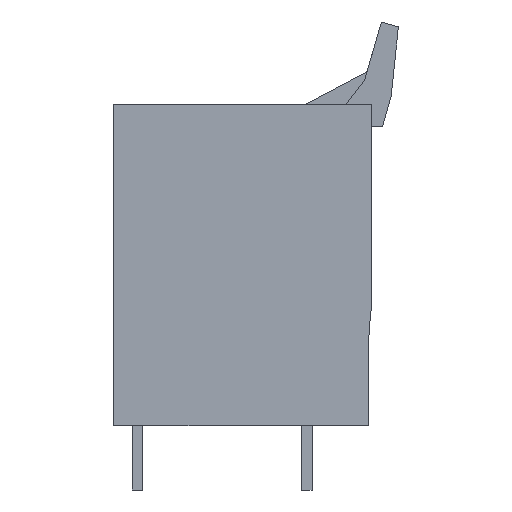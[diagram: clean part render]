
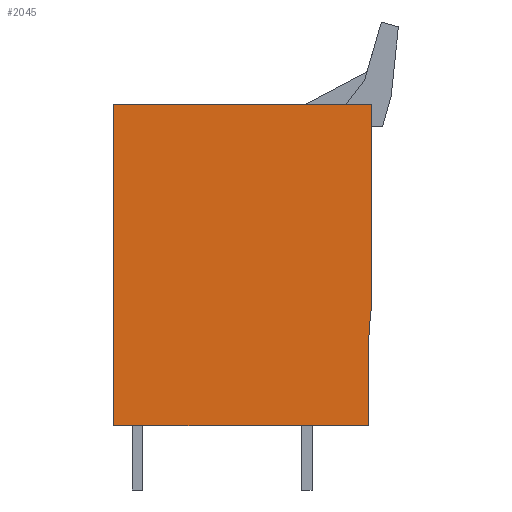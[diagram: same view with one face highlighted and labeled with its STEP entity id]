
A CAD part, left-side view. The second image highlights one B-rep face of the part: STEP entity #2045.
In plain terms, the highlighted planar face has unit normal (-1, 0, 0).
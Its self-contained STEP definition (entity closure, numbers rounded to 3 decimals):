
#1703=AXIS2_PLACEMENT_3D('Circle Axis2P3D',#1701,#1702,$) ;
#2024=AXIS2_PLACEMENT_3D('Plane Axis2P3D',#2021,#2022,#2023) ;
#1005=CARTESIAN_POINT('Vertex',(0.,2.108,14.621)) ;
#1071=CARTESIAN_POINT('Vertex',(0.,2.108,29.96)) ;
#1074=CARTESIAN_POINT('Line Origine',(0.,2.108,22.291)) ;
#1234=CARTESIAN_POINT('Vertex',(0.,2.308,5.)) ;
#1255=CARTESIAN_POINT('Vertex',(0.,2.308,11.8)) ;
#1258=CARTESIAN_POINT('Line Origine',(0.,2.308,8.4)) ;
#1280=CARTESIAN_POINT('Line Origine',(0.,22.158,17.48)) ;
#1284=CARTESIAN_POINT('Vertex',(0.,22.158,5.)) ;
#1286=CARTESIAN_POINT('Vertex',(0.,22.158,29.96)) ;
#1477=CARTESIAN_POINT('Line Origine',(0.,6.063,5.)) ;
#1481=CARTESIAN_POINT('Vertex',(0.,9.818,5.)) ;
#1484=CARTESIAN_POINT('Line Origine',(0.,15.668,5.)) ;
#1488=CARTESIAN_POINT('Vertex',(0.,21.518,5.)) ;
#1491=CARTESIAN_POINT('Line Origine',(0.,21.838,5.)) ;
#1691=CARTESIAN_POINT('Vertex',(0.,2.208,13.211)) ;
#1701=CARTESIAN_POINT('Axis2P3D Location',(0.,12.108,14.621)) ;
#2008=CARTESIAN_POINT('Line Origine',(0.,12.133,29.96)) ;
#2021=CARTESIAN_POINT('Axis2P3D Location',(0.,12.133,17.28)) ;
#2027=CARTESIAN_POINT('Control Point',(0.,2.208,13.211)) ;
#2028=CARTESIAN_POINT('Control Point',(0.,2.248,12.931)) ;
#2029=CARTESIAN_POINT('Control Point',(0.,2.278,12.649)) ;
#2030=CARTESIAN_POINT('Control Point',(0.,2.298,12.366)) ;
#2031=CARTESIAN_POINT('Control Point',(0.,2.308,12.083)) ;
#2032=CARTESIAN_POINT('Control Point',(0.,2.308,11.8)) ;
#1075=DIRECTION('Vector Direction',(0.,0.,-1.)) ;
#1259=DIRECTION('Vector Direction',(0.,0.,-1.)) ;
#1281=DIRECTION('Vector Direction',(0.,0.,1.)) ;
#1478=DIRECTION('Vector Direction',(0.,1.,0.)) ;
#1485=DIRECTION('Vector Direction',(0.,1.,0.)) ;
#1492=DIRECTION('Vector Direction',(0.,1.,0.)) ;
#1702=DIRECTION('Axis2P3D Direction',(-1.,0.,0.)) ;
#2009=DIRECTION('Vector Direction',(0.,1.,0.)) ;
#2022=DIRECTION('Axis2P3D Direction',(1.,0.,0.)) ;
#2023=DIRECTION('Axis2P3D XDirection',(0.,1.,0.)) ;
#1076=VECTOR('Line Direction',#1075,1.) ;
#1260=VECTOR('Line Direction',#1259,1.) ;
#1282=VECTOR('Line Direction',#1281,1.) ;
#1479=VECTOR('Line Direction',#1478,1.) ;
#1486=VECTOR('Line Direction',#1485,1.) ;
#1493=VECTOR('Line Direction',#1492,1.) ;
#2010=VECTOR('Line Direction',#2009,1.) ;
#2035=ORIENTED_EDGE('',*,*,#1495,.F.) ;
#2036=ORIENTED_EDGE('',*,*,#1490,.F.) ;
#2037=ORIENTED_EDGE('',*,*,#1483,.F.) ;
#2038=ORIENTED_EDGE('',*,*,#1262,.F.) ;
#2039=ORIENTED_EDGE('',*,*,#2033,.T.) ;
#2040=ORIENTED_EDGE('',*,*,#1705,.F.) ;
#2041=ORIENTED_EDGE('',*,*,#1078,.F.) ;
#2042=ORIENTED_EDGE('',*,*,#2012,.T.) ;
#2043=ORIENTED_EDGE('',*,*,#1288,.F.) ;
#2045=ADVANCED_FACE('LE LLF 7.50/90',(#2044),#2025,.F.) ;
#2026=B_SPLINE_CURVE_WITH_KNOTS('',5,(#2027,#2028,#2029,#2030,#2031,#2032),.UNSPECIFIED.,.F.,.U.,(6,6),(0.,2.001),.UNSPECIFIED.) ;
#1704=CIRCLE('generated circle',#1703,10.) ;
#1078=EDGE_CURVE('',#1072,#1006,#1077,.T.) ;
#1262=EDGE_CURVE('',#1256,#1235,#1261,.T.) ;
#1288=EDGE_CURVE('',#1285,#1287,#1283,.T.) ;
#1483=EDGE_CURVE('',#1235,#1482,#1480,.T.) ;
#1490=EDGE_CURVE('',#1482,#1489,#1487,.T.) ;
#1495=EDGE_CURVE('',#1489,#1285,#1494,.T.) ;
#1705=EDGE_CURVE('',#1006,#1692,#1704,.F.) ;
#2012=EDGE_CURVE('',#1072,#1287,#2011,.T.) ;
#2033=EDGE_CURVE('',#1256,#1692,#2026,.F.) ;
#2034=EDGE_LOOP('',(#2035,#2036,#2037,#2038,#2039,#2040,#2041,#2042,#2043)) ;
#2044=FACE_OUTER_BOUND('',#2034,.T.) ;
#1077=LINE('Line',#1074,#1076) ;
#1261=LINE('Line',#1258,#1260) ;
#1283=LINE('Line',#1280,#1282) ;
#1480=LINE('Line',#1477,#1479) ;
#1487=LINE('Line',#1484,#1486) ;
#1494=LINE('Line',#1491,#1493) ;
#2011=LINE('Line',#2008,#2010) ;
#2025=PLANE('',#2024) ;
#1006=VERTEX_POINT('',#1005) ;
#1072=VERTEX_POINT('',#1071) ;
#1235=VERTEX_POINT('',#1234) ;
#1256=VERTEX_POINT('',#1255) ;
#1285=VERTEX_POINT('',#1284) ;
#1287=VERTEX_POINT('',#1286) ;
#1482=VERTEX_POINT('',#1481) ;
#1489=VERTEX_POINT('',#1488) ;
#1692=VERTEX_POINT('',#1691) ;
